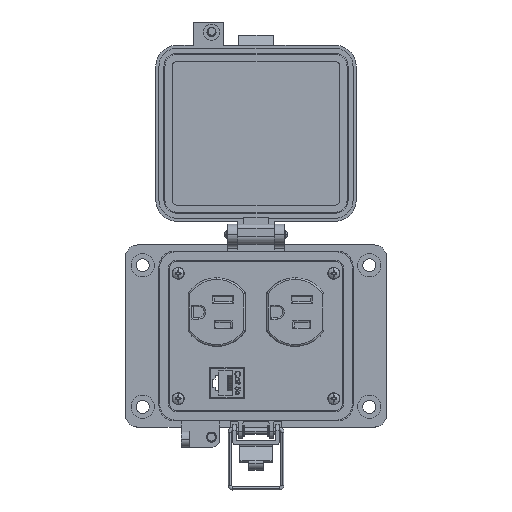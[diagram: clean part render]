
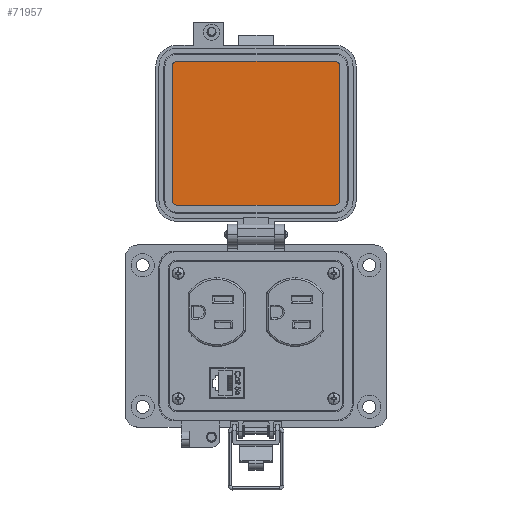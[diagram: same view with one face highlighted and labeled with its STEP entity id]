
A CAD part, top view. The second image highlights one B-rep face of the part: STEP entity #71957.
In plain terms, the highlighted planar face has unit normal (0, 0, 1).
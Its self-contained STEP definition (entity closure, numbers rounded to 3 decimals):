
#295 = CARTESIAN_POINT ( 'NONE',  ( -44.769, 93.196, 19.202 ) ) ;
#913 = VECTOR ( 'NONE', #47491, 1000. ) ;
#2071 = CIRCLE ( 'NONE', #55427, 2.299 ) ;
#3806 = DIRECTION ( 'NONE',  ( 0., -1., 0. ) ) ;
#5227 = LINE ( 'NONE', #295, #913 ) ;
#9884 = ORIENTED_EDGE ( 'NONE', *, *, #49281, .F. ) ;
#12653 = CIRCLE ( 'NONE', #73243, 2.299 ) ;
#13894 = DIRECTION ( 'NONE',  ( 0., 0., -1. ) ) ;
#13980 = EDGE_CURVE ( 'NONE', #17872, #58596, #41472, .T. ) ;
#14428 = DIRECTION ( 'NONE',  ( 0., 0., 1. ) ) ;
#15203 = CARTESIAN_POINT ( 'NONE',  ( 38.212, 126.389, 19.202 ) ) ;
#16037 = VECTOR ( 'NONE', #40145, 1000. ) ;
#17872 = VERTEX_POINT ( 'NONE', #38747 ) ;
#19264 = LINE ( 'NONE', #60273, #49022 ) ;
#19351 = VERTEX_POINT ( 'NONE', #85259 ) ;
#19891 = AXIS2_PLACEMENT_3D ( 'NONE', #54601, #13894, #61356 ) ;
#21233 = ORIENTED_EDGE ( 'NONE', *, *, #13980, .F. ) ;
#23706 = CARTESIAN_POINT ( 'NONE',  ( -44.769, 126.389, 19.202 ) ) ;
#24121 = CARTESIAN_POINT ( 'NONE',  ( 35.912, 126.389, 19.202 ) ) ;
#24637 = LINE ( 'NONE', #76752, #74591 ) ;
#26018 = VERTEX_POINT ( 'NONE', #73623 ) ;
#26829 = EDGE_CURVE ( 'NONE', #42618, #26018, #2071, .T. ) ;
#27467 = VERTEX_POINT ( 'NONE', #58757 ) ;
#30040 = DIRECTION ( 'NONE',  ( 0., 0., -1. ) ) ;
#30914 = DIRECTION ( 'NONE',  ( 1., 0., 0. ) ) ;
#34114 = LINE ( 'NONE', #73992, #16037 ) ;
#38747 = CARTESIAN_POINT ( 'NONE',  ( 38.212, 60.004, 19.202 ) ) ;
#40145 = DIRECTION ( 'NONE',  ( -1., 0., 0. ) ) ;
#41472 = CIRCLE ( 'NONE', #19891, 2.299 ) ;
#42446 = FACE_OUTER_BOUND ( 'NONE', #71194, .T. ) ;
#42618 = VERTEX_POINT ( 'NONE', #80719 ) ;
#42857 = DIRECTION ( 'NONE',  ( 1., 0., 0. ) ) ;
#44484 = DIRECTION ( 'NONE',  ( 0., 0., -1. ) ) ;
#46974 = ORIENTED_EDGE ( 'NONE', *, *, #79713, .F. ) ;
#47491 = DIRECTION ( 'NONE',  ( 0., 1., 0. ) ) ;
#49022 = VECTOR ( 'NONE', #73949, 1000. ) ;
#49281 = EDGE_CURVE ( 'NONE', #26018, #72930, #5227, .T. ) ;
#51455 = EDGE_CURVE ( 'NONE', #27467, #54166, #12653, .T. ) ;
#54023 = ORIENTED_EDGE ( 'NONE', *, *, #51455, .F. ) ;
#54166 = VERTEX_POINT ( 'NONE', #15203 ) ;
#54230 = EDGE_CURVE ( 'NONE', #19351, #27467, #24637, .T. ) ;
#54253 = ORIENTED_EDGE ( 'NONE', *, *, #54230, .F. ) ;
#54601 = CARTESIAN_POINT ( 'NONE',  ( 35.912, 60.004, 19.202 ) ) ;
#55067 = AXIS2_PLACEMENT_3D ( 'NONE', #55166, #14428, #61906 ) ;
#55166 = CARTESIAN_POINT ( 'NONE',  ( 39.871, 130.108, 19.202 ) ) ;
#55427 = AXIS2_PLACEMENT_3D ( 'NONE', #70701, #30040, #77627 ) ;
#57244 = ORIENTED_EDGE ( 'NONE', *, *, #26829, .F. ) ;
#58596 = VERTEX_POINT ( 'NONE', #63192 ) ;
#58757 = CARTESIAN_POINT ( 'NONE',  ( 35.912, 128.688, 19.202 ) ) ;
#60273 = CARTESIAN_POINT ( 'NONE',  ( 38.212, 93.196, 19.202 ) ) ;
#61356 = DIRECTION ( 'NONE',  ( 0., -1., 0. ) ) ;
#61906 = DIRECTION ( 'NONE',  ( -1., 0., 0. ) ) ;
#63153 = ORIENTED_EDGE ( 'NONE', *, *, #80027, .F. ) ;
#63192 = CARTESIAN_POINT ( 'NONE',  ( 35.912, 57.705, 19.202 ) ) ;
#68499 = PLANE ( 'NONE',  #55067 ) ;
#70701 = CARTESIAN_POINT ( 'NONE',  ( -42.469, 60.004, 19.202 ) ) ;
#71081 = AXIS2_PLACEMENT_3D ( 'NONE', #85173, #44484, #3806 ) ;
#71194 = EDGE_LOOP ( 'NONE', ( #21233, #46974, #54023, #54253, #63153, #9884, #57244, #85264 ) ) ;
#71594 = DIRECTION ( 'NONE',  ( 0., 0., -1. ) ) ;
#71957 = ADVANCED_FACE ( 'NONE', ( #42446 ), #68499, .T. ) ;
#72930 = VERTEX_POINT ( 'NONE', #23706 ) ;
#73243 = AXIS2_PLACEMENT_3D ( 'NONE', #24121, #71594, #30914 ) ;
#73317 = CIRCLE ( 'NONE', #71081, 2.299 ) ;
#73623 = CARTESIAN_POINT ( 'NONE',  ( -44.769, 60.004, 19.202 ) ) ;
#73760 = EDGE_CURVE ( 'NONE', #58596, #42618, #34114, .T. ) ;
#73949 = DIRECTION ( 'NONE',  ( 0., -1., 0. ) ) ;
#73992 = CARTESIAN_POINT ( 'NONE',  ( -3.279, 57.705, 19.202 ) ) ;
#74591 = VECTOR ( 'NONE', #42857, 1000. ) ;
#76752 = CARTESIAN_POINT ( 'NONE',  ( -3.279, 128.688, 19.202 ) ) ;
#77627 = DIRECTION ( 'NONE',  ( 1., 0., 0. ) ) ;
#79713 = EDGE_CURVE ( 'NONE', #54166, #17872, #19264, .T. ) ;
#80027 = EDGE_CURVE ( 'NONE', #72930, #19351, #73317, .T. ) ;
#80719 = CARTESIAN_POINT ( 'NONE',  ( -42.469, 57.705, 19.202 ) ) ;
#85173 = CARTESIAN_POINT ( 'NONE',  ( -42.469, 126.389, 19.202 ) ) ;
#85259 = CARTESIAN_POINT ( 'NONE',  ( -42.469, 128.688, 19.202 ) ) ;
#85264 = ORIENTED_EDGE ( 'NONE', *, *, #73760, .F. ) ;
